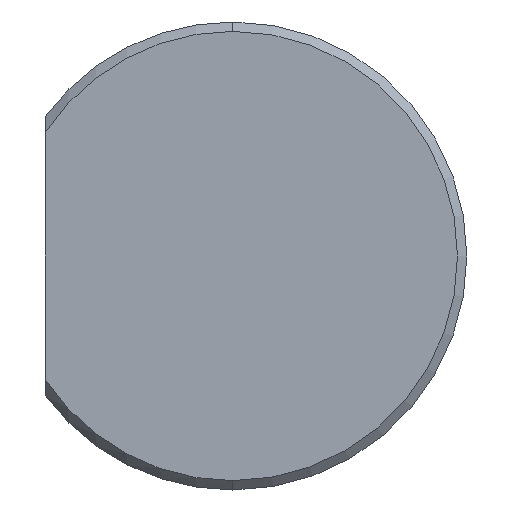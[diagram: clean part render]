
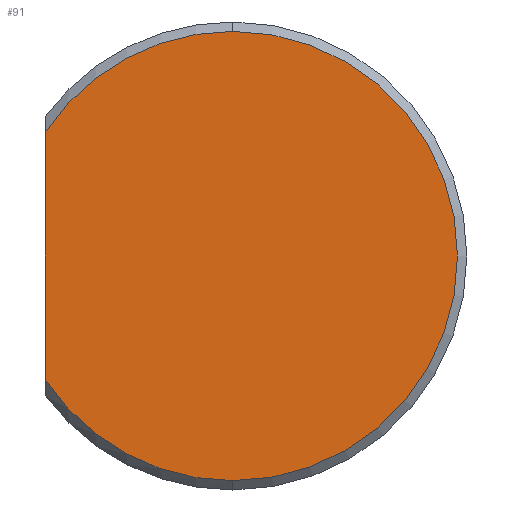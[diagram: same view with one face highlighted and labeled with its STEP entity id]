
A CAD part, front view. The second image highlights one B-rep face of the part: STEP entity #91.
In plain terms, the highlighted planar face has unit normal (0, -1, 0).
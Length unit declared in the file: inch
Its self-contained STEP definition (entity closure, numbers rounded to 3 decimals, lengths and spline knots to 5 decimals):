
#50 = EDGE_CURVE ( 'NONE', #181, #197, #298, .T. ) ;
#65 = CIRCLE ( 'NONE', #166, 0.11985 ) ;
#66 = EDGE_CURVE ( 'NONE', #346, #181, #402, .T. ) ;
#79 = LINE ( 'NONE', #270, #325 ) ;
#83 = CARTESIAN_POINT ( 'NONE',  ( 0., 0., 0.11985 ) ) ;
#89 = EDGE_CURVE ( 'NONE', #134, #197, #79, .T. ) ;
#91 = ADVANCED_FACE ( 'NONE', ( #153 ), #186, .F. ) ;
#108 = EDGE_CURVE ( 'NONE', #134, #346, #65, .T. ) ;
#134 = VERTEX_POINT ( 'NONE', #245 ) ;
#147 = DIRECTION ( 'NONE',  ( 0., -1., 0. ) ) ;
#153 = FACE_OUTER_BOUND ( 'NONE', #266, .T. ) ;
#166 = AXIS2_PLACEMENT_3D ( 'NONE', #338, #147, #371 ) ;
#172 = AXIS2_PLACEMENT_3D ( 'NONE', #403, #191, #254 ) ;
#181 = VERTEX_POINT ( 'NONE', #83 ) ;
#186 = PLANE ( 'NONE',  #172 ) ;
#191 = DIRECTION ( 'NONE',  ( 0., 1., 0. ) ) ;
#197 = VERTEX_POINT ( 'NONE', #306 ) ;
#205 = DIRECTION ( 'NONE',  ( 0., 0., 1. ) ) ;
#218 = AXIS2_PLACEMENT_3D ( 'NONE', #393, #300, #241 ) ;
#221 = ORIENTED_EDGE ( 'NONE', *, *, #89, .F. ) ;
#226 = DIRECTION ( 'NONE',  ( 0., 0., 1. ) ) ;
#230 = DIRECTION ( 'NONE',  ( 0., -1., 0. ) ) ;
#233 = CARTESIAN_POINT ( 'NONE',  ( 0., 0., 0. ) ) ;
#241 = DIRECTION ( 'NONE',  ( 0., 0., 1. ) ) ;
#245 = CARTESIAN_POINT ( 'NONE',  ( -0.10015, 0., -0.06583 ) ) ;
#254 = DIRECTION ( 'NONE',  ( 0., 0., 1. ) ) ;
#257 = AXIS2_PLACEMENT_3D ( 'NONE', #233, #230, #205 ) ;
#266 = EDGE_LOOP ( 'NONE', ( #221, #353, #380, #416 ) ) ;
#270 = CARTESIAN_POINT ( 'NONE',  ( -0.10015, 0., -0.07455 ) ) ;
#298 = CIRCLE ( 'NONE', #257, 0.11985 ) ;
#300 = DIRECTION ( 'NONE',  ( 0., -1., 0. ) ) ;
#306 = CARTESIAN_POINT ( 'NONE',  ( -0.10015, 0., 0.06583 ) ) ;
#316 = CARTESIAN_POINT ( 'NONE',  ( 0., 0., -0.11985 ) ) ;
#325 = VECTOR ( 'NONE', #226, 39.37008 ) ;
#338 = CARTESIAN_POINT ( 'NONE',  ( 0., 0., 0. ) ) ;
#346 = VERTEX_POINT ( 'NONE', #316 ) ;
#353 = ORIENTED_EDGE ( 'NONE', *, *, #108, .T. ) ;
#371 = DIRECTION ( 'NONE',  ( 0., 0., 1. ) ) ;
#380 = ORIENTED_EDGE ( 'NONE', *, *, #66, .T. ) ;
#393 = CARTESIAN_POINT ( 'NONE',  ( 0., 0., 0. ) ) ;
#402 = CIRCLE ( 'NONE', #218, 0.11985 ) ;
#403 = CARTESIAN_POINT ( 'NONE',  ( 0., 0., 0. ) ) ;
#416 = ORIENTED_EDGE ( 'NONE', *, *, #50, .T. ) ;
